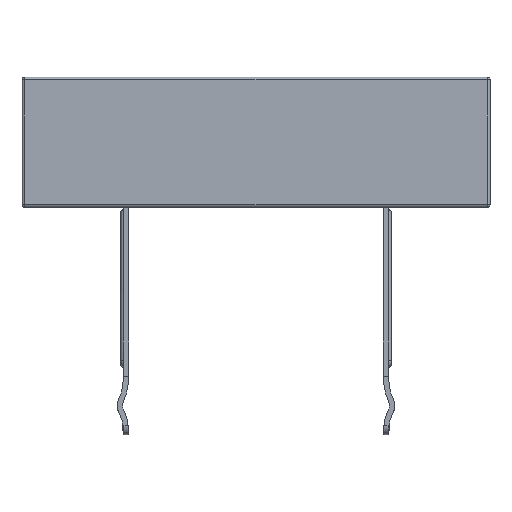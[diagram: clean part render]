
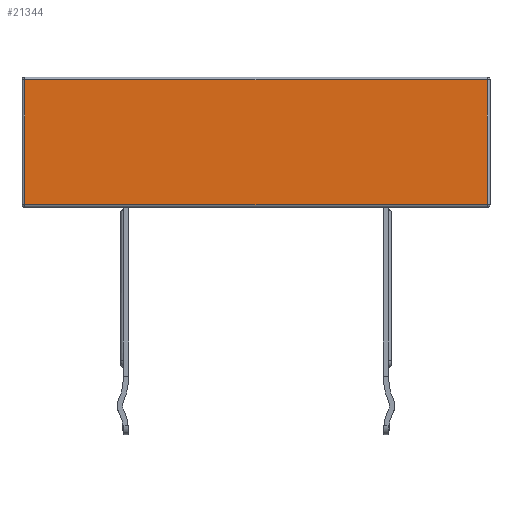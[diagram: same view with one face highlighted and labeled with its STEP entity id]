
A CAD part, top view. The second image highlights one B-rep face of the part: STEP entity #21344.
In plain terms, the highlighted planar face has unit normal (0, 0, 1).
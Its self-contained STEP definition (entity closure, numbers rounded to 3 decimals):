
#538 = EDGE_LOOP ( 'NONE', ( #17330, #15113, #4147, #1258 ) ) ;
#892 = CARTESIAN_POINT ( 'NONE',  ( 17.8, 9.8, 5. ) ) ;
#1258 = ORIENTED_EDGE ( 'NONE', *, *, #9606, .T. ) ;
#2582 = DIRECTION ( 'NONE',  ( 1., 0., 0. ) ) ;
#2888 = LINE ( 'NONE', #14839, #15889 ) ;
#4147 = ORIENTED_EDGE ( 'NONE', *, *, #8440, .T. ) ;
#5539 = FACE_OUTER_BOUND ( 'NONE', #538, .T. ) ;
#5918 = LINE ( 'NONE', #14294, #21971 ) ;
#6501 = VECTOR ( 'NONE', #7706, 1000. ) ;
#6986 = DIRECTION ( 'NONE',  ( 0., 1., 0. ) ) ;
#7270 = CARTESIAN_POINT ( 'NONE',  ( 17.8, 0.2, 5. ) ) ;
#7443 = EDGE_CURVE ( 'NONE', #10168, #18754, #2888, .T. ) ;
#7706 = DIRECTION ( 'NONE',  ( -1., 0., 0. ) ) ;
#8440 = EDGE_CURVE ( 'NONE', #18754, #16627, #10662, .T. ) ;
#9606 = EDGE_CURVE ( 'NONE', #16627, #18059, #21213, .T. ) ;
#10168 = VERTEX_POINT ( 'NONE', #21704 ) ;
#10662 = LINE ( 'NONE', #15582, #20798 ) ;
#11452 = AXIS2_PLACEMENT_3D ( 'NONE', #17512, #12441, #12331 ) ;
#12331 = DIRECTION ( 'NONE',  ( -1., 0., 0. ) ) ;
#12441 = DIRECTION ( 'NONE',  ( 0., 0., -1. ) ) ;
#13561 = CARTESIAN_POINT ( 'NONE',  ( -17.8, 9.8, 5. ) ) ;
#13671 = EDGE_CURVE ( 'NONE', #18059, #10168, #5918, .T. ) ;
#14237 = PLANE ( 'NONE',  #11452 ) ;
#14294 = CARTESIAN_POINT ( 'NONE',  ( -17.8, 10., 5. ) ) ;
#14839 = CARTESIAN_POINT ( 'NONE',  ( -18., 0.2, 5. ) ) ;
#15113 = ORIENTED_EDGE ( 'NONE', *, *, #7443, .T. ) ;
#15582 = CARTESIAN_POINT ( 'NONE',  ( 17.8, 10., 5. ) ) ;
#15889 = VECTOR ( 'NONE', #2582, 1000. ) ;
#16095 = CARTESIAN_POINT ( 'NONE',  ( -18., 9.8, 5. ) ) ;
#16627 = VERTEX_POINT ( 'NONE', #892 ) ;
#17330 = ORIENTED_EDGE ( 'NONE', *, *, #13671, .T. ) ;
#17512 = CARTESIAN_POINT ( 'NONE',  ( -18., 10., 5. ) ) ;
#18059 = VERTEX_POINT ( 'NONE', #13561 ) ;
#18103 = DIRECTION ( 'NONE',  ( 0., -1., 0. ) ) ;
#18754 = VERTEX_POINT ( 'NONE', #7270 ) ;
#20798 = VECTOR ( 'NONE', #6986, 1000. ) ;
#21213 = LINE ( 'NONE', #16095, #6501 ) ;
#21344 = ADVANCED_FACE ( 'NONE', ( #5539 ), #14237, .F. ) ;
#21704 = CARTESIAN_POINT ( 'NONE',  ( -17.8, 0.2, 5. ) ) ;
#21971 = VECTOR ( 'NONE', #18103, 1000. ) ;
